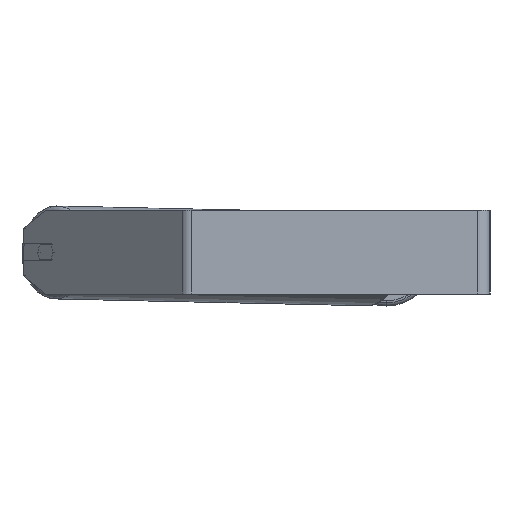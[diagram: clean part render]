
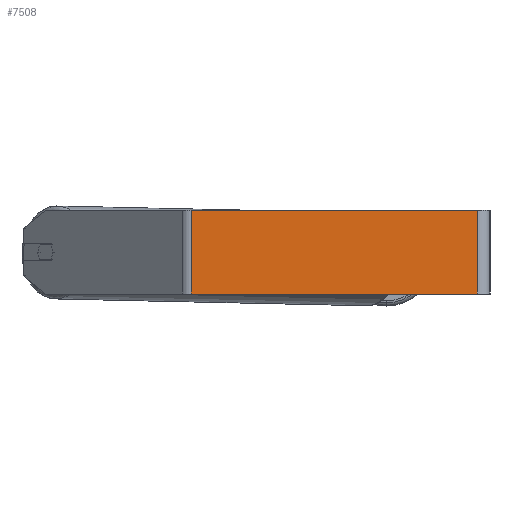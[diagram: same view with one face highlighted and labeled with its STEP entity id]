
A CAD part, left-side view. The second image highlights one B-rep face of the part: STEP entity #7508.
In plain terms, the highlighted planar face has unit normal (-1, 0, 0).
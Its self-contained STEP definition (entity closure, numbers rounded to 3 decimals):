
#301 = EDGE_CURVE ( 'NONE', #378, #6185, #3383, .T. ) ;
#342 = VECTOR ( 'NONE', #3474, 1000. ) ;
#378 = VERTEX_POINT ( 'NONE', #8005 ) ;
#465 = DIRECTION ( 'NONE',  ( 1., 0., 0. ) ) ;
#565 = VECTOR ( 'NONE', #3817, 1000. ) ;
#605 = CARTESIAN_POINT ( 'NONE',  ( -700., 285.911, 40. ) ) ;
#724 = CARTESIAN_POINT ( 'NONE',  ( -700., 285.911, -40. ) ) ;
#914 = LINE ( 'NONE', #4314, #342 ) ;
#1070 = ORIENTED_EDGE ( 'NONE', *, *, #6422, .F. ) ;
#1959 = VERTEX_POINT ( 'NONE', #7791 ) ;
#2154 = VECTOR ( 'NONE', #2640, 1000. ) ;
#2222 = EDGE_CURVE ( 'NONE', #6185, #3738, #914, .T. ) ;
#2640 = DIRECTION ( 'NONE',  ( 0., 0., -1. ) ) ;
#3165 = FACE_OUTER_BOUND ( 'NONE', #7695, .T. ) ;
#3190 = EDGE_CURVE ( 'NONE', #1959, #3738, #5848, .T. ) ;
#3383 = LINE ( 'NONE', #605, #2154 ) ;
#3474 = DIRECTION ( 'NONE',  ( 0., -1., 0. ) ) ;
#3603 = CARTESIAN_POINT ( 'NONE',  ( -700., 12., -40. ) ) ;
#3738 = VERTEX_POINT ( 'NONE', #3603 ) ;
#3817 = DIRECTION ( 'NONE',  ( 0., -1., 0. ) ) ;
#4314 = CARTESIAN_POINT ( 'NONE',  ( -700., 290.881, -40. ) ) ;
#4575 = PLANE ( 'NONE',  #8209 ) ;
#4823 = ORIENTED_EDGE ( 'NONE', *, *, #2222, .T. ) ;
#5848 = LINE ( 'NONE', #8713, #6045 ) ;
#5901 = CARTESIAN_POINT ( 'NONE',  ( -700., 290.881, 40. ) ) ;
#6045 = VECTOR ( 'NONE', #6648, 1000. ) ;
#6185 = VERTEX_POINT ( 'NONE', #724 ) ;
#6422 = EDGE_CURVE ( 'NONE', #378, #1959, #7193, .T. ) ;
#6648 = DIRECTION ( 'NONE',  ( 0., 0., -1. ) ) ;
#7193 = LINE ( 'NONE', #8471, #565 ) ;
#7303 = ORIENTED_EDGE ( 'NONE', *, *, #3190, .F. ) ;
#7508 = ADVANCED_FACE ( 'NONE', ( #3165 ), #4575, .F. ) ;
#7658 = ORIENTED_EDGE ( 'NONE', *, *, #301, .T. ) ;
#7695 = EDGE_LOOP ( 'NONE', ( #4823, #7303, #1070, #7658 ) ) ;
#7791 = CARTESIAN_POINT ( 'NONE',  ( -700., 12., 40. ) ) ;
#8005 = CARTESIAN_POINT ( 'NONE',  ( -700., 285.911, 40. ) ) ;
#8209 = AXIS2_PLACEMENT_3D ( 'NONE', #5901, #465, #8604 ) ;
#8471 = CARTESIAN_POINT ( 'NONE',  ( -700., 290.881, 40. ) ) ;
#8604 = DIRECTION ( 'NONE',  ( 0., 0., -1. ) ) ;
#8713 = CARTESIAN_POINT ( 'NONE',  ( -700., 12., 40. ) ) ;
